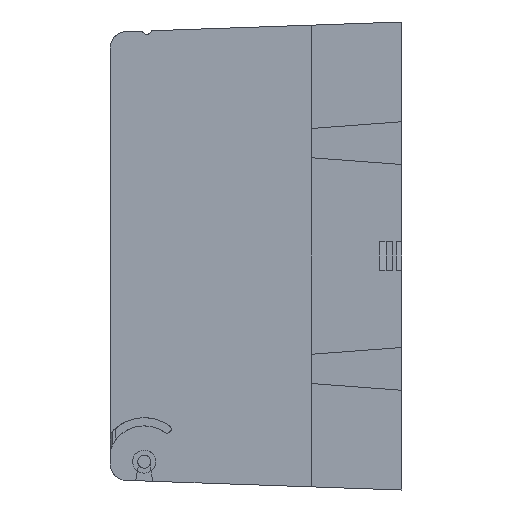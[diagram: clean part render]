
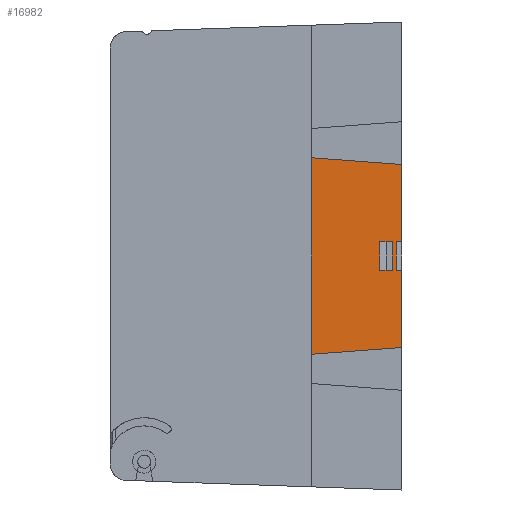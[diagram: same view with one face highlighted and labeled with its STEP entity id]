
A CAD part, left-side view. The second image highlights one B-rep face of the part: STEP entity #16982.
In plain terms, the highlighted planar face has unit normal (1, 0, 0).
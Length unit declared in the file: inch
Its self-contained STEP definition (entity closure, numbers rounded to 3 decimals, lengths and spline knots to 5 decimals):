
#1397 = CARTESIAN_POINT ( 'NONE',  ( -3.945, -0.75, 1.29653 ) ) ;
#1793 = CARTESIAN_POINT ( 'NONE',  ( -3.945, -1.785, 6.54233 ) ) ;
#1912 = VECTOR ( 'NONE', #30079, 39.37008 ) ;
#2386 = EDGE_CURVE ( 'NONE', #60461, #61775, #53926, .T. ) ;
#2902 = CARTESIAN_POINT ( 'NONE',  ( -3.945, -1.58206, -0.075 ) ) ;
#3345 = EDGE_CURVE ( 'NONE', #22601, #70348, #38419, .T. ) ;
#3943 = DIRECTION ( 'NONE',  ( 0., 1., 0. ) ) ;
#6492 = CARTESIAN_POINT ( 'NONE',  ( -3.945, -1.85, 6.54233 ) ) ;
#9488 = VECTOR ( 'NONE', #45703, 39.37008 ) ;
#9800 = CARTESIAN_POINT ( 'NONE',  ( -3.945, -1.85, -1.015 ) ) ;
#10199 = EDGE_CURVE ( 'NONE', #61775, #69877, #54625, .T. ) ;
#10487 = CARTESIAN_POINT ( 'NONE',  ( -3.945, -1.785, 0.275 ) ) ;
#11942 = DIRECTION ( 'NONE',  ( 0., 0., -1. ) ) ;
#12283 = EDGE_LOOP ( 'NONE', ( #14197, #69297, #63184, #69247, #72471, #66241, #58837, #74321 ) ) ;
#12988 = LINE ( 'NONE', #29423, #26598 ) ;
#13297 = VERTEX_POINT ( 'NONE', #34452 ) ;
#14197 = ORIENTED_EDGE ( 'NONE', *, *, #72622, .F. ) ;
#14486 = EDGE_CURVE ( 'NONE', #70348, #60208, #59802, .T. ) ;
#14741 = LINE ( 'NONE', #1793, #45585 ) ;
#16747 = CARTESIAN_POINT ( 'NONE',  ( -3.945, -1.735, 6.54233 ) ) ;
#16982 = ADVANCED_FACE ( 'NONE', ( #63360, #18843 ), #75088, .T. ) ;
#17016 = VECTOR ( 'NONE', #51518, 39.37008 ) ;
#17331 = VECTOR ( 'NONE', #63532, 39.37008 ) ;
#18547 = DIRECTION ( 'NONE',  ( 0., 0.997, -0.074 ) ) ;
#18843 = FACE_OUTER_BOUND ( 'NONE', #12283, .T. ) ;
#21262 = VECTOR ( 'NONE', #22709, 39.37008 ) ;
#21397 = EDGE_LOOP ( 'NONE', ( #59411, #68059, #40417, #23669 ) ) ;
#21443 = VERTEX_POINT ( 'NONE', #44835 ) ;
#22601 = VERTEX_POINT ( 'NONE', #60596 ) ;
#22709 = DIRECTION ( 'NONE',  ( 0., 1., 0. ) ) ;
#22916 = CARTESIAN_POINT ( 'NONE',  ( -3.945, -1.58206, 6.54233 ) ) ;
#23669 = ORIENTED_EDGE ( 'NONE', *, *, #65507, .T. ) ;
#23752 = VECTOR ( 'NONE', #35398, 39.37008 ) ;
#24395 = CARTESIAN_POINT ( 'NONE',  ( -3.945, -1.85, -1.015 ) ) ;
#25604 = CARTESIAN_POINT ( 'NONE',  ( -3.945, -0.75, -1.09653 ) ) ;
#26598 = VECTOR ( 'NONE', #70000, 39.37008 ) ;
#28895 = VECTOR ( 'NONE', #18547, 39.37008 ) ;
#28988 = CARTESIAN_POINT ( 'NONE',  ( -3.945, -1.85, 6.54233 ) ) ;
#29423 = CARTESIAN_POINT ( 'NONE',  ( -3.945, -1.85, 0.275 ) ) ;
#30028 = VECTOR ( 'NONE', #11942, 39.37008 ) ;
#30079 = DIRECTION ( 'NONE',  ( 0., -1., 0. ) ) ;
#30556 = VECTOR ( 'NONE', #3943, 39.37008 ) ;
#32346 = EDGE_CURVE ( 'NONE', #54561, #13297, #14741, .T. ) ;
#33067 = VERTEX_POINT ( 'NONE', #2902 ) ;
#34452 = CARTESIAN_POINT ( 'NONE',  ( -3.945, -1.785, -0.075 ) ) ;
#34848 = DIRECTION ( 'NONE',  ( 0., 0., -1. ) ) ;
#34999 = CARTESIAN_POINT ( 'NONE',  ( -3.945, -0.75, 6.54233 ) ) ;
#35398 = DIRECTION ( 'NONE',  ( 0., 0., -1. ) ) ;
#36728 = LINE ( 'NONE', #51658, #21262 ) ;
#38419 = LINE ( 'NONE', #39398, #67468 ) ;
#39398 = CARTESIAN_POINT ( 'NONE',  ( -3.945, -1.85, 6.54233 ) ) ;
#39466 = CARTESIAN_POINT ( 'NONE',  ( -3.945, -0.75, 1.29653 ) ) ;
#40417 = ORIENTED_EDGE ( 'NONE', *, *, #43187, .T. ) ;
#43187 = EDGE_CURVE ( 'NONE', #56038, #58050, #47881, .T. ) ;
#43719 = DIRECTION ( 'NONE',  ( 0., 0., -1. ) ) ;
#44835 = CARTESIAN_POINT ( 'NONE',  ( -3.945, -1.58206, 0.275 ) ) ;
#44836 = EDGE_CURVE ( 'NONE', #33067, #56038, #61886, .T. ) ;
#45585 = VECTOR ( 'NONE', #43719, 39.37008 ) ;
#45703 = DIRECTION ( 'NONE',  ( 0., -0.997, -0.074 ) ) ;
#46011 = LINE ( 'NONE', #55968, #30556 ) ;
#47179 = CARTESIAN_POINT ( 'NONE',  ( -3.945, -1.85, 0.275 ) ) ;
#47310 = LINE ( 'NONE', #34999, #30028 ) ;
#47881 = LINE ( 'NONE', #16747, #17016 ) ;
#48197 = LINE ( 'NONE', #22916, #17331 ) ;
#51518 = DIRECTION ( 'NONE',  ( 0., 0., 1. ) ) ;
#51658 = CARTESIAN_POINT ( 'NONE',  ( -3.945, -1.85, 0.275 ) ) ;
#51678 = CARTESIAN_POINT ( 'NONE',  ( -3.945, -1.735, 0.275 ) ) ;
#53829 = DIRECTION ( 'NONE',  ( 0., 0., -1. ) ) ;
#53926 = LINE ( 'NONE', #39466, #9488 ) ;
#54561 = VERTEX_POINT ( 'NONE', #10487 ) ;
#54625 = LINE ( 'NONE', #6492, #23752 ) ;
#55968 = CARTESIAN_POINT ( 'NONE',  ( -3.945, -1.85, -0.075 ) ) ;
#56038 = VERTEX_POINT ( 'NONE', #70891 ) ;
#58050 = VERTEX_POINT ( 'NONE', #51678 ) ;
#58837 = ORIENTED_EDGE ( 'NONE', *, *, #65024, .T. ) ;
#59411 = ORIENTED_EDGE ( 'NONE', *, *, #69444, .T. ) ;
#59802 = LINE ( 'NONE', #24395, #28895 ) ;
#60208 = VERTEX_POINT ( 'NONE', #25604 ) ;
#60461 = VERTEX_POINT ( 'NONE', #1397 ) ;
#60596 = CARTESIAN_POINT ( 'NONE',  ( -3.945, -1.85, -0.075 ) ) ;
#61775 = VERTEX_POINT ( 'NONE', #68202 ) ;
#61886 = LINE ( 'NONE', #70642, #1912 ) ;
#62830 = EDGE_CURVE ( 'NONE', #60461, #60208, #47310, .T. ) ;
#63184 = ORIENTED_EDGE ( 'NONE', *, *, #14486, .T. ) ;
#63360 = FACE_BOUND ( 'NONE', #21397, .T. ) ;
#63532 = DIRECTION ( 'NONE',  ( 0., 0., -1. ) ) ;
#65024 = EDGE_CURVE ( 'NONE', #69877, #54561, #36728, .T. ) ;
#65507 = EDGE_CURVE ( 'NONE', #58050, #21443, #12988, .T. ) ;
#66241 = ORIENTED_EDGE ( 'NONE', *, *, #10199, .T. ) ;
#67468 = VECTOR ( 'NONE', #53829, 39.37008 ) ;
#68059 = ORIENTED_EDGE ( 'NONE', *, *, #44836, .T. ) ;
#68202 = CARTESIAN_POINT ( 'NONE',  ( -3.945, -1.85, 1.215 ) ) ;
#69247 = ORIENTED_EDGE ( 'NONE', *, *, #62830, .F. ) ;
#69297 = ORIENTED_EDGE ( 'NONE', *, *, #3345, .T. ) ;
#69444 = EDGE_CURVE ( 'NONE', #21443, #33067, #48197, .T. ) ;
#69571 = DIRECTION ( 'NONE',  ( 1., 0., 0. ) ) ;
#69877 = VERTEX_POINT ( 'NONE', #47179 ) ;
#70000 = DIRECTION ( 'NONE',  ( 0., 1., 0. ) ) ;
#70348 = VERTEX_POINT ( 'NONE', #9800 ) ;
#70642 = CARTESIAN_POINT ( 'NONE',  ( -3.945, -1.85, -0.075 ) ) ;
#70891 = CARTESIAN_POINT ( 'NONE',  ( -3.945, -1.735, -0.075 ) ) ;
#72471 = ORIENTED_EDGE ( 'NONE', *, *, #2386, .T. ) ;
#72622 = EDGE_CURVE ( 'NONE', #22601, #13297, #46011, .T. ) ;
#72705 = AXIS2_PLACEMENT_3D ( 'NONE', #28988, #69571, #34848 ) ;
#74321 = ORIENTED_EDGE ( 'NONE', *, *, #32346, .T. ) ;
#75088 = PLANE ( 'NONE',  #72705 ) ;
